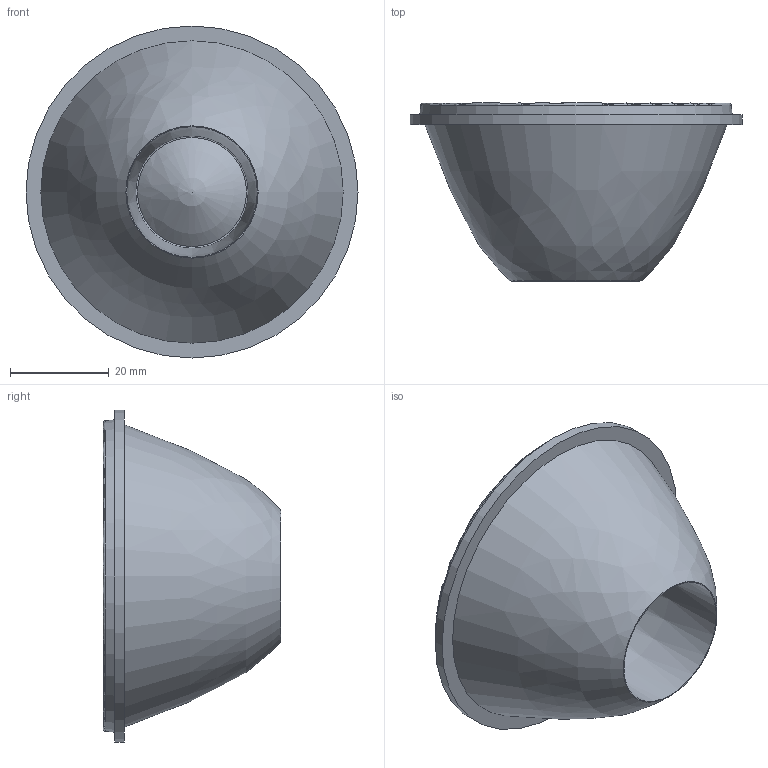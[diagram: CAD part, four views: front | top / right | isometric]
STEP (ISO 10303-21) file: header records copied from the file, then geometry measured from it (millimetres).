
FILE_DESCRIPTION(('STEP AP214'),'1');
FILE_NAME('70 DFN client.stp','2015-03-20T11:13:16',(' '),(' '),'Spatial InterOp 3D',' ',' ');
FILE_SCHEMA(('automotive_design'));
Length unit declared in the file: millimetre
Products named in the file (1): ULTRA NARROW BEAM SH70 COLLIMATOR Ø70
Bounding box: 67.18 x 35.98 x 67.18 mm (x, y, z)
Volume: 47858 mm3; surface area: 12937.7 mm2
Topology: 1 solids, 1 shells, 13 faces, 30 edges, 21 vertices
Faces by surface type: revolution 4, plane 4, torus 2, cylinder 2, cone 1
Full cylindrical faces by diameter (mm): 0.6 x1, 67.18 x1
Entity records: 478 total; most frequent: CARTESIAN_POINT 146, DIRECTION 44, EDGE_LOOP 24, ORIENTED_EDGE 24, AXIS2_PLACEMENT_3D 20, FACE_OUTER_BOUND 19, STYLED_ITEM 13, PRESENTATION_STYLE_ASSIGNMENT 13
